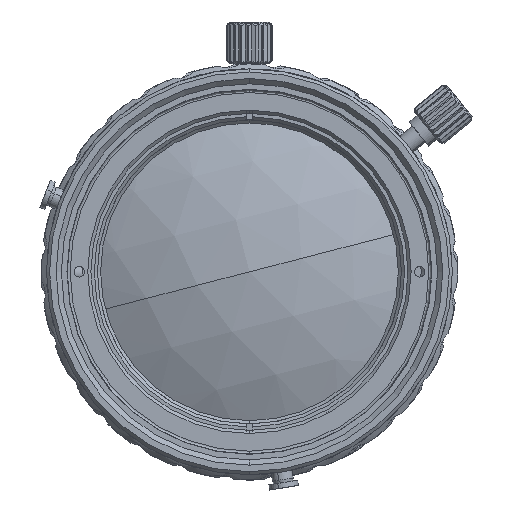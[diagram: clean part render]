
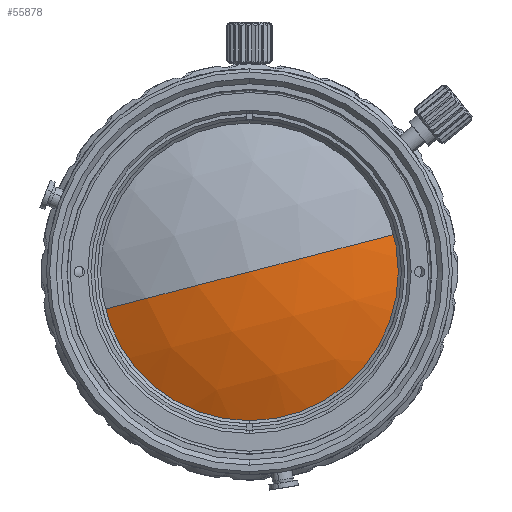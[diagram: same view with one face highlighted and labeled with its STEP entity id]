
A CAD part, left-side view. The second image highlights one B-rep face of the part: STEP entity #55878.
In plain terms, the highlighted spherical face has radius 34.528 mm.
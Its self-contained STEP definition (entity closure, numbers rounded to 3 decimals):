
#768 = EDGE_CURVE ( 'NONE', #57922, #15804, #8452, .T. ) ;
#1434 = AXIS2_PLACEMENT_3D ( 'NONE', #18336, #7691, #27927 ) ;
#7691 = DIRECTION ( 'NONE',  ( 0., 0.25, 0.968 ) ) ;
#7718 = CARTESIAN_POINT ( 'NONE',  ( -26.133, 2.978, 18.972 ) ) ;
#8452 = CIRCLE ( 'NONE', #27157, 34.528 ) ;
#9379 = CIRCLE ( 'NONE', #33340, 34.528 ) ;
#9653 = ORIENTED_EDGE ( 'NONE', *, *, #30433, .T. ) ;
#11652 = DIRECTION ( 'NONE',  ( 0., -0.968, 0.25 ) ) ;
#12526 = DIRECTION ( 'NONE',  ( 0., 0.968, -0.25 ) ) ;
#13011 = CARTESIAN_POINT ( 'NONE',  ( -57.233, 2.978, 18.972 ) ) ;
#15804 = VERTEX_POINT ( 'NONE', #55069 ) ;
#15883 = CARTESIAN_POINT ( 'NONE',  ( -57.233, -11.545, 22.722 ) ) ;
#17835 = DIRECTION ( 'NONE',  ( 0., -0.25, -0.968 ) ) ;
#18336 = CARTESIAN_POINT ( 'NONE',  ( -26.133, 2.978, 18.972 ) ) ;
#21387 = VERTEX_POINT ( 'NONE', #15883 ) ;
#26868 = FACE_OUTER_BOUND ( 'NONE', #61039, .T. ) ;
#27157 = AXIS2_PLACEMENT_3D ( 'NONE', #27500, #50123, #11652 ) ;
#27500 = CARTESIAN_POINT ( 'NONE',  ( -26.133, 2.978, 18.972 ) ) ;
#27927 = DIRECTION ( 'NONE',  ( 0., -0.968, 0.25 ) ) ;
#30433 = EDGE_CURVE ( 'NONE', #57922, #21387, #57357, .T. ) ;
#33340 = AXIS2_PLACEMENT_3D ( 'NONE', #7718, #41181, #12526 ) ;
#37254 = ORIENTED_EDGE ( 'NONE', *, *, #38426, .T. ) ;
#38426 = EDGE_CURVE ( 'NONE', #21387, #15804, #9379, .T. ) ;
#39635 = SPHERICAL_SURFACE ( 'NONE', #1434, 34.528 ) ;
#39703 = ORIENTED_EDGE ( 'NONE', *, *, #768, .F. ) ;
#40364 = CARTESIAN_POINT ( 'NONE',  ( -57.233, 17.502, 15.223 ) ) ;
#41181 = DIRECTION ( 'NONE',  ( 0., -0.25, -0.968 ) ) ;
#46504 = DIRECTION ( 'NONE',  ( -1., 0., 0. ) ) ;
#50123 = DIRECTION ( 'NONE',  ( 0., 0.25, 0.968 ) ) ;
#51261 = AXIS2_PLACEMENT_3D ( 'NONE', #13011, #46504, #17835 ) ;
#55069 = CARTESIAN_POINT ( 'NONE',  ( -60.661, 2.978, 18.972 ) ) ;
#55878 = ADVANCED_FACE ( 'NONE', ( #26868 ), #39635, .T. ) ;
#57357 = CIRCLE ( 'NONE', #51261, 15. ) ;
#57922 = VERTEX_POINT ( 'NONE', #40364 ) ;
#61039 = EDGE_LOOP ( 'NONE', ( #39703, #9653, #37254 ) ) ;
